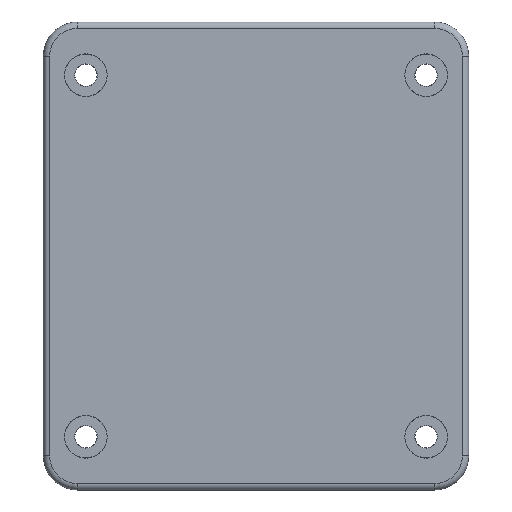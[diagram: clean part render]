
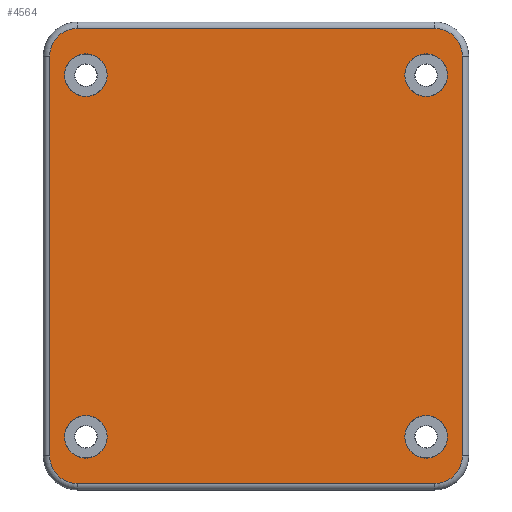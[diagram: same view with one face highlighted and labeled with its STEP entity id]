
A CAD part, left-side view. The second image highlights one B-rep face of the part: STEP entity #4564.
In plain terms, the highlighted planar face has unit normal (-1, 0, 0).
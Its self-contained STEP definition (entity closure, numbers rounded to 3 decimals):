
#725=DIRECTION('',(0.,0.,1.));
#726=VECTOR('',#725,94.);
#727=CARTESIAN_POINT('',(0.,48.508,-47.));
#728=LINE('',#727,#726);
#758=DIRECTION('',(0.,-1.,0.));
#759=VECTOR('',#758,84.);
#760=CARTESIAN_POINT('',(0.,42.,53.508));
#761=LINE('',#760,#759);
#791=DIRECTION('',(0.,0.,-1.));
#792=VECTOR('',#791,94.);
#793=CARTESIAN_POINT('',(0.,-48.508,47.));
#794=LINE('',#793,#792);
#824=DIRECTION('',(0.,1.,0.));
#825=VECTOR('',#824,84.);
#826=CARTESIAN_POINT('',(0.,-42.,-53.508));
#827=LINE('',#826,#825);
#832=CARTESIAN_POINT('',(0.,42.,-47.));
#833=DIRECTION('',(-1.,0.,0.));
#834=DIRECTION('',(0.,1.,0.));
#835=AXIS2_PLACEMENT_3D('',#832,#833,#834);
#837=CARTESIAN_POINT('',(0.,42.,47.));
#838=DIRECTION('',(-1.,0.,0.));
#839=DIRECTION('',(0.,0.,1.));
#840=AXIS2_PLACEMENT_3D('',#837,#838,#839);
#842=CARTESIAN_POINT('',(0.,-42.,47.));
#843=DIRECTION('',(-1.,0.,0.));
#844=DIRECTION('',(0.,-1.,0.));
#845=AXIS2_PLACEMENT_3D('',#842,#843,#844);
#847=CARTESIAN_POINT('',(0.,-42.,-47.));
#848=DIRECTION('',(-1.,0.,0.));
#849=DIRECTION('',(0.,0.,-1.));
#850=AXIS2_PLACEMENT_3D('',#847,#848,#849);
#852=CARTESIAN_POINT('',(0.,-40.,-42.5));
#853=DIRECTION('',(1.,0.,0.));
#854=DIRECTION('',(0.,-1.,0.));
#855=AXIS2_PLACEMENT_3D('',#852,#853,#854);
#857=CARTESIAN_POINT('',(0.,-40.,-42.5));
#858=DIRECTION('',(1.,0.,0.));
#859=DIRECTION('',(0.,1.,0.));
#860=AXIS2_PLACEMENT_3D('',#857,#858,#859);
#862=CARTESIAN_POINT('',(0.,40.,-42.5));
#863=DIRECTION('',(1.,0.,0.));
#864=DIRECTION('',(0.,1.,0.));
#865=AXIS2_PLACEMENT_3D('',#862,#863,#864);
#867=CARTESIAN_POINT('',(0.,40.,-42.5));
#868=DIRECTION('',(1.,0.,0.));
#869=DIRECTION('',(0.,-1.,0.));
#870=AXIS2_PLACEMENT_3D('',#867,#868,#869);
#872=CARTESIAN_POINT('',(0.,40.,42.5));
#873=DIRECTION('',(1.,0.,0.));
#874=DIRECTION('',(0.,1.,0.));
#875=AXIS2_PLACEMENT_3D('',#872,#873,#874);
#877=CARTESIAN_POINT('',(0.,40.,42.5));
#878=DIRECTION('',(1.,0.,0.));
#879=DIRECTION('',(0.,-1.,0.));
#880=AXIS2_PLACEMENT_3D('',#877,#878,#879);
#882=CARTESIAN_POINT('',(0.,-40.,42.5));
#883=DIRECTION('',(1.,0.,0.));
#884=DIRECTION('',(0.,-1.,0.));
#885=AXIS2_PLACEMENT_3D('',#882,#883,#884);
#887=CARTESIAN_POINT('',(0.,-40.,42.5));
#888=DIRECTION('',(1.,0.,0.));
#889=DIRECTION('',(0.,1.,0.));
#890=AXIS2_PLACEMENT_3D('',#887,#888,#889);
#3532=CARTESIAN_POINT('',(0.,-45.017,42.5));
#3534=VERTEX_POINT('',#3532);
#3538=CARTESIAN_POINT('',(0.,-34.983,42.5));
#3539=VERTEX_POINT('',#3538);
#3540=CARTESIAN_POINT('',(0.,45.017,42.5));
#3542=VERTEX_POINT('',#3540);
#3546=CARTESIAN_POINT('',(0.,34.983,42.5));
#3547=VERTEX_POINT('',#3546);
#3548=CARTESIAN_POINT('',(0.,45.017,-42.5));
#3550=VERTEX_POINT('',#3548);
#3554=CARTESIAN_POINT('',(0.,34.983,-42.5));
#3555=VERTEX_POINT('',#3554);
#3556=CARTESIAN_POINT('',(0.,-45.017,-42.5));
#3558=VERTEX_POINT('',#3556);
#3562=CARTESIAN_POINT('',(0.,-34.983,-42.5));
#3563=VERTEX_POINT('',#3562);
#3596=CARTESIAN_POINT('',(0.,-42.,-53.508));
#3597=CARTESIAN_POINT('',(0.,42.,-53.508));
#3598=VERTEX_POINT('',#3596);
#3599=VERTEX_POINT('',#3597);
#3600=CARTESIAN_POINT('',(0.,-48.508,-47.));
#3601=VERTEX_POINT('',#3600);
#3602=CARTESIAN_POINT('',(0.,-48.508,47.));
#3603=VERTEX_POINT('',#3602);
#3604=CARTESIAN_POINT('',(0.,-42.,53.508));
#3605=VERTEX_POINT('',#3604);
#3606=CARTESIAN_POINT('',(0.,42.,53.508));
#3607=VERTEX_POINT('',#3606);
#3608=CARTESIAN_POINT('',(0.,48.508,47.));
#3609=VERTEX_POINT('',#3608);
#3610=CARTESIAN_POINT('',(0.,48.508,-47.));
#3611=VERTEX_POINT('',#3610);
#4525=CARTESIAN_POINT('',(0.,0.,0.));
#4526=DIRECTION('',(1.,0.,0.));
#4527=DIRECTION('',(0.,1.,0.));
#4528=AXIS2_PLACEMENT_3D('',#4525,#4526,#4527);
#4529=PLANE('',#4528);
#4530=ORIENTED_EDGE('',*,*,#4515,.T.);
#4531=ORIENTED_EDGE('',*,*,#4389,.F.);
#4532=ORIENTED_EDGE('',*,*,#4408,.T.);
#4533=ORIENTED_EDGE('',*,*,#4426,.F.);
#4534=ORIENTED_EDGE('',*,*,#4444,.T.);
#4535=ORIENTED_EDGE('',*,*,#4462,.F.);
#4536=ORIENTED_EDGE('',*,*,#4480,.T.);
#4537=ORIENTED_EDGE('',*,*,#4498,.F.);
#4538=EDGE_LOOP('',(#4530,#4531,#4532,#4533,#4534,#4535,#4536,#4537));
#4539=FACE_OUTER_BOUND('',#4538,.F.);
#4541=ORIENTED_EDGE('',*,*,#4540,.F.);
#4543=ORIENTED_EDGE('',*,*,#4542,.F.);
#4544=EDGE_LOOP('',(#4541,#4543));
#4545=FACE_BOUND('',#4544,.F.);
#4547=ORIENTED_EDGE('',*,*,#4546,.F.);
#4549=ORIENTED_EDGE('',*,*,#4548,.F.);
#4550=EDGE_LOOP('',(#4547,#4549));
#4551=FACE_BOUND('',#4550,.F.);
#4553=ORIENTED_EDGE('',*,*,#4552,.F.);
#4555=ORIENTED_EDGE('',*,*,#4554,.F.);
#4556=EDGE_LOOP('',(#4553,#4555));
#4557=FACE_BOUND('',#4556,.F.);
#4559=ORIENTED_EDGE('',*,*,#4558,.F.);
#4561=ORIENTED_EDGE('',*,*,#4560,.F.);
#4562=EDGE_LOOP('',(#4559,#4561));
#4563=FACE_BOUND('',#4562,.F.);
#4564=ADVANCED_FACE('',(#4539,#4545,#4551,#4557,#4563),#4529,.F.);
#836=CIRCLE('',#835,6.508);
#841=CIRCLE('',#840,6.508);
#846=CIRCLE('',#845,6.508);
#851=CIRCLE('',#850,6.508);
#856=CIRCLE('',#855,5.017);
#861=CIRCLE('',#860,5.017);
#866=CIRCLE('',#865,5.017);
#871=CIRCLE('',#870,5.017);
#876=CIRCLE('',#875,5.017);
#881=CIRCLE('',#880,5.017);
#886=CIRCLE('',#885,5.017);
#891=CIRCLE('',#890,5.017);
#4389=EDGE_CURVE('',#3611,#3599,#836,.T.);
#4408=EDGE_CURVE('',#3611,#3609,#728,.T.);
#4426=EDGE_CURVE('',#3607,#3609,#841,.T.);
#4444=EDGE_CURVE('',#3607,#3605,#761,.T.);
#4462=EDGE_CURVE('',#3603,#3605,#846,.T.);
#4480=EDGE_CURVE('',#3603,#3601,#794,.T.);
#4498=EDGE_CURVE('',#3598,#3601,#851,.T.);
#4515=EDGE_CURVE('',#3598,#3599,#827,.T.);
#4540=EDGE_CURVE('',#3558,#3563,#856,.T.);
#4542=EDGE_CURVE('',#3563,#3558,#861,.T.);
#4546=EDGE_CURVE('',#3550,#3555,#866,.T.);
#4548=EDGE_CURVE('',#3555,#3550,#871,.T.);
#4552=EDGE_CURVE('',#3542,#3547,#876,.T.);
#4554=EDGE_CURVE('',#3547,#3542,#881,.T.);
#4558=EDGE_CURVE('',#3534,#3539,#886,.T.);
#4560=EDGE_CURVE('',#3539,#3534,#891,.T.);
